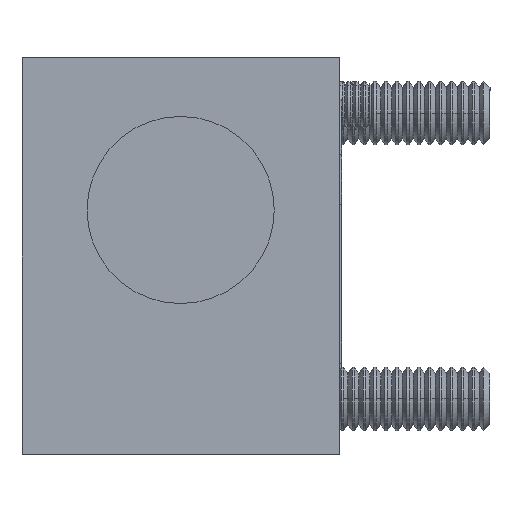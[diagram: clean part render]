
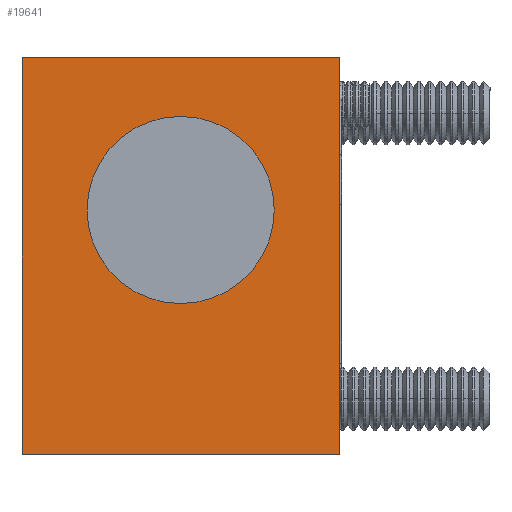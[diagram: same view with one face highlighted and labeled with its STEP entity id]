
A CAD part, left-side view. The second image highlights one B-rep face of the part: STEP entity #19641.
In plain terms, the highlighted planar face has unit normal (-1, 0, 0).
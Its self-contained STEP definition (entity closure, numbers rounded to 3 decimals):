
#913 = FACE_OUTER_BOUND ( 'NONE', #6379, .T. ) ;
#1035 = ORIENTED_EDGE ( 'NONE', *, *, #18933, .T. ) ;
#1534 = EDGE_CURVE ( 'NONE', #16164, #16539, #17152, .T. ) ;
#2237 = AXIS2_PLACEMENT_3D ( 'NONE', #5624, #3764, #17188 ) ;
#2930 = VECTOR ( 'NONE', #15975, 1000. ) ;
#3065 = DIRECTION ( 'NONE',  ( 0., 0., 1. ) ) ;
#3764 = DIRECTION ( 'NONE',  ( 1., 0., 0. ) ) ;
#4142 = CARTESIAN_POINT ( 'NONE',  ( 6.311, 40.21, 49.043 ) ) ;
#4496 = EDGE_CURVE ( 'NONE', #20281, #22772, #6186, .T. ) ;
#4817 = CARTESIAN_POINT ( 'NONE',  ( 6.311, 36.11, 58.643 ) ) ;
#5157 = ORIENTED_EDGE ( 'NONE', *, *, #4496, .F. ) ;
#5624 = CARTESIAN_POINT ( 'NONE',  ( 6.311, 56.11, 58.643 ) ) ;
#6091 = FACE_BOUND ( 'NONE', #21904, .T. ) ;
#6186 = CIRCLE ( 'NONE', #12379, 5.9 ) ;
#6379 = EDGE_LOOP ( 'NONE', ( #20425, #16440, #11243, #1035 ) ) ;
#6492 = LINE ( 'NONE', #16044, #11603 ) ;
#7162 = ORIENTED_EDGE ( 'NONE', *, *, #14811, .F. ) ;
#7596 = VECTOR ( 'NONE', #23395, 1000. ) ;
#9534 = PLANE ( 'NONE',  #2237 ) ;
#10385 = CARTESIAN_POINT ( 'NONE',  ( 6.311, 46.11, 49.043 ) ) ;
#10598 = CARTESIAN_POINT ( 'NONE',  ( 6.311, 52.01, 49.043 ) ) ;
#11158 = CARTESIAN_POINT ( 'NONE',  ( 6.311, 56.11, 58.643 ) ) ;
#11230 = DIRECTION ( 'NONE',  ( -1., 0., 0. ) ) ;
#11243 = ORIENTED_EDGE ( 'NONE', *, *, #24346, .F. ) ;
#11572 = AXIS2_PLACEMENT_3D ( 'NONE', #10385, #23736, #12327 ) ;
#11603 = VECTOR ( 'NONE', #17966, 1000. ) ;
#12072 = CARTESIAN_POINT ( 'NONE',  ( 6.311, 56.11, 33.643 ) ) ;
#12327 = DIRECTION ( 'NONE',  ( 0., 1., 0. ) ) ;
#12379 = AXIS2_PLACEMENT_3D ( 'NONE', #22647, #11230, #24569 ) ;
#12978 = VERTEX_POINT ( 'NONE', #15457 ) ;
#13904 = CARTESIAN_POINT ( 'NONE',  ( 6.311, 56.11, 33.643 ) ) ;
#14811 = EDGE_CURVE ( 'NONE', #22772, #20281, #21360, .T. ) ;
#15457 = CARTESIAN_POINT ( 'NONE',  ( 6.311, 36.11, 33.643 ) ) ;
#15975 = DIRECTION ( 'NONE',  ( 0., -1., 0. ) ) ;
#16044 = CARTESIAN_POINT ( 'NONE',  ( 6.311, 56.11, 58.643 ) ) ;
#16141 = EDGE_CURVE ( 'NONE', #12978, #16539, #19230, .T. ) ;
#16164 = VERTEX_POINT ( 'NONE', #11158 ) ;
#16440 = ORIENTED_EDGE ( 'NONE', *, *, #1534, .F. ) ;
#16539 = VERTEX_POINT ( 'NONE', #4817 ) ;
#17152 = LINE ( 'NONE', #21459, #7596 ) ;
#17188 = DIRECTION ( 'NONE',  ( 0., -1., 0. ) ) ;
#17966 = DIRECTION ( 'NONE',  ( 0., 0., 1. ) ) ;
#18253 = LINE ( 'NONE', #12072, #2930 ) ;
#18341 = CARTESIAN_POINT ( 'NONE',  ( 6.311, 36.11, 58.643 ) ) ;
#18648 = VECTOR ( 'NONE', #3065, 1000. ) ;
#18933 = EDGE_CURVE ( 'NONE', #22008, #12978, #18253, .T. ) ;
#19230 = LINE ( 'NONE', #18341, #18648 ) ;
#19641 = ADVANCED_FACE ( 'NONE', ( #6091, #913 ), #9534, .F. ) ;
#20281 = VERTEX_POINT ( 'NONE', #4142 ) ;
#20425 = ORIENTED_EDGE ( 'NONE', *, *, #16141, .T. ) ;
#21360 = CIRCLE ( 'NONE', #11572, 5.9 ) ;
#21459 = CARTESIAN_POINT ( 'NONE',  ( 6.311, 56.11, 58.643 ) ) ;
#21904 = EDGE_LOOP ( 'NONE', ( #7162, #5157 ) ) ;
#22008 = VERTEX_POINT ( 'NONE', #13904 ) ;
#22647 = CARTESIAN_POINT ( 'NONE',  ( 6.311, 46.11, 49.043 ) ) ;
#22772 = VERTEX_POINT ( 'NONE', #10598 ) ;
#23395 = DIRECTION ( 'NONE',  ( 0., -1., 0. ) ) ;
#23736 = DIRECTION ( 'NONE',  ( -1., 0., 0. ) ) ;
#24346 = EDGE_CURVE ( 'NONE', #22008, #16164, #6492, .T. ) ;
#24569 = DIRECTION ( 'NONE',  ( 0., 1., 0. ) ) ;
